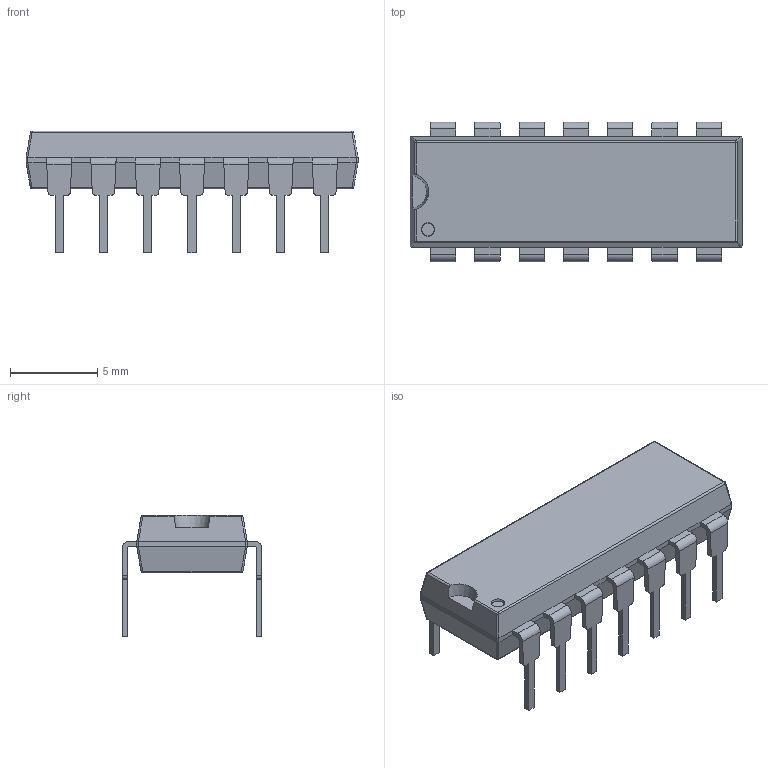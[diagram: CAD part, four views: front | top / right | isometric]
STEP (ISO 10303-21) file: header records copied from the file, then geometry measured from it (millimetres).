
FILE_DESCRIPTION(/* description */ (''),/* implementation_level */ '2;1');
FILE_NAME(/* name */ 'DIP-14.step',/* time_stamp */ '2019-10-29T16:51:53-05:00',/* author */ (''),/* organization */ (''),/* preprocessor_version */ 'ST-DEVELOPER v18',/* originating_system */ 'Autodesk Translation Framework v8.9.1.1155',/* authorisation */ '');
FILE_SCHEMA (('AUTOMOTIVE_DESIGN { 1 0 10303 214 3 1 1 }'));
Length unit declared in the file: millimetre
Products named in the file (1): DIP-14
Bounding box: 19.05 x 8 x 6.98 mm (x, y, z)
Volume: 398.7 mm3; surface area: 568.8 mm2
Topology: 1 solids, 1 shells, 271 faces, 734 edges, 458 vertices
Faces by surface type: plane 184, cylinder 77, sphere 8, cone 2
Entity records: 8452 total; most frequent: CARTESIAN_POINT 1502, ORIENTED_EDGE 1452, DIRECTION 1416, EDGE_CURVE 726, LINE 556, VECTOR 556, VERTEX_POINT 458, AXIS2_PLACEMENT_3D 430
